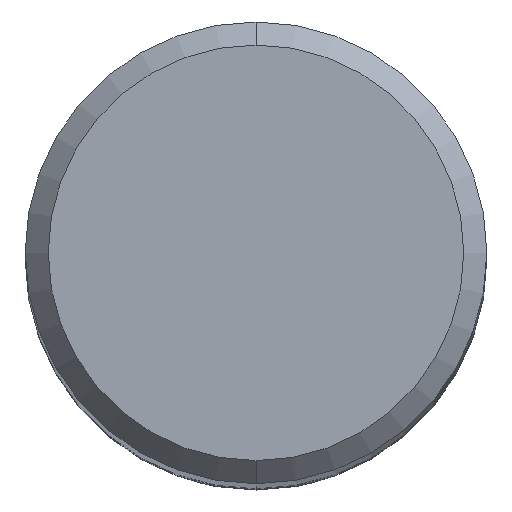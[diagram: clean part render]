
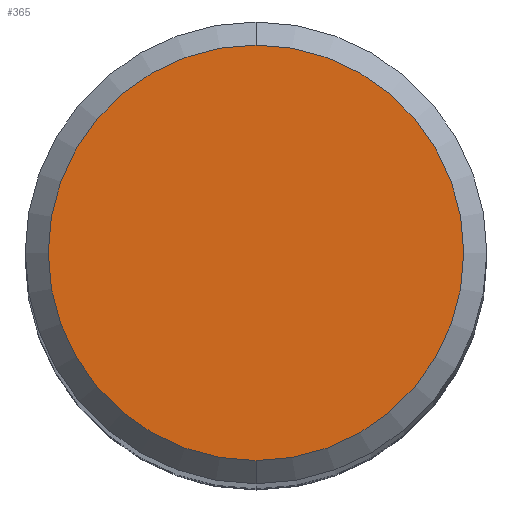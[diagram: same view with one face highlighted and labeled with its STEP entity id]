
A CAD part, top view. The second image highlights one B-rep face of the part: STEP entity #365.
In plain terms, the highlighted planar face has unit normal (0, 0, 1).
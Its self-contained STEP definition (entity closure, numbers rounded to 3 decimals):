
#197=EDGE_CURVE('',#209,#223,#506,.T.);
#209=VERTEX_POINT('',#518);
#223=VERTEX_POINT('',#533);
#365=ADVANCED_FACE('',(#689),#690,.T.);
#447=EDGE_CURVE('',#223,#209,#782,.T.);
#506=CIRCLE('',#853,5.4);
#518=CARTESIAN_POINT('',(0.0,5.4,0.0));
#533=CARTESIAN_POINT('',(0.,-5.4,0.0));
#689=FACE_OUTER_BOUND('',#1310,.T.);
#690=PLANE('',#1311);
#782=CIRCLE('',#1479,5.4);
#853=AXIS2_PLACEMENT_3D('',#1542,#1543,#1544);
#1310=EDGE_LOOP('',(#1719,#1720));
#1311=AXIS2_PLACEMENT_3D('',#1721,#1722,#1723);
#1479=AXIS2_PLACEMENT_3D('',#1839,#1840,#1841);
#1542=CARTESIAN_POINT('',(0.0,0.0,0.0));
#1543=DIRECTION('',(0.0,0.0,-1.0));
#1544=DIRECTION('',(0.0,1.0,0.0));
#1719=ORIENTED_EDGE('',*,*,#197,.F.);
#1720=ORIENTED_EDGE('',*,*,#447,.F.);
#1721=CARTESIAN_POINT('',(0.0,2.7,0.0));
#1722=DIRECTION('',(-0.0,0.0,1.0));
#1723=DIRECTION('',(0.0,-1.0,0.0));
#1839=CARTESIAN_POINT('',(0.0,0.0,0.0));
#1840=DIRECTION('',(0.0,0.0,-1.0));
#1841=DIRECTION('',(0.0,1.0,0.0));
